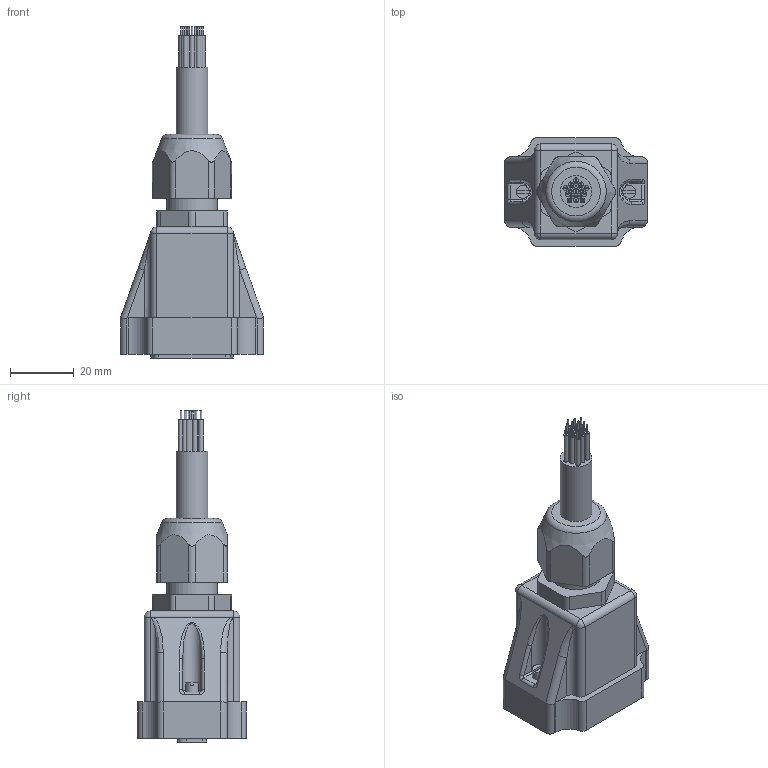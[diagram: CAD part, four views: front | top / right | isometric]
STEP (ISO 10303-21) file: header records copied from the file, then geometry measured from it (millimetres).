
FILE_DESCRIPTION((''),'2;1');
FILE_NAME('5300_F15_00_##.stp','2009-04-20T11:04:45',('rivolro1'),(''),'Autodesk Inventor 2009','Autodesk Inventor 2009','');
FILE_SCHEMA(('AUTOMOTIVE_DESIGN { 1 0 10303 214 1 1 1 1 }'));
Length unit declared in the file: millimetre
Products named in the file (1): 5300_F15_00_##
Bounding box: 44.8 x 34 x 104.1 mm (x, y, z)
Volume: 49279.7 mm3; surface area: 13426.9 mm2
Topology: 1 solids, 3 shells, 275 faces, 616 edges, 385 vertices
Faces by surface type: cylinder 125, plane 114, sphere 20, bspline 14, cone 1, torus 1
Full cylindrical faces by diameter (mm): 0.5 x16, 1 x15, 1.5 x16, 2.8 x2, 4 x2, 10 x1, 16 x1
Entity records: 8167 total; most frequent: CARTESIAN_POINT 2218, DIRECTION 1290, ORIENTED_EDGE 1036, AXIS2_PLACEMENT_3D 526, EDGE_CURVE 518, EDGE_LOOP 392, VERTEX_POINT 364, FACE_OUTER_BOUND 275
